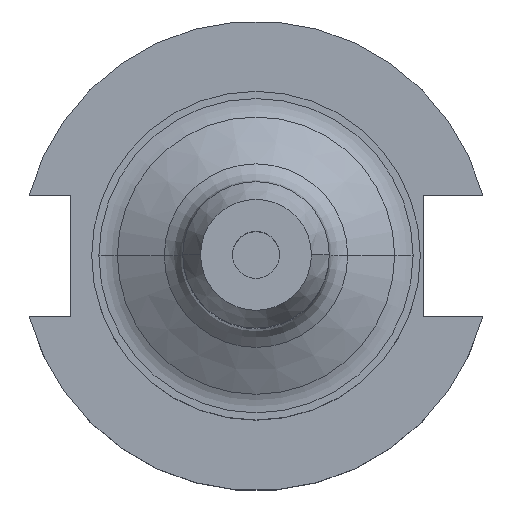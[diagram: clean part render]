
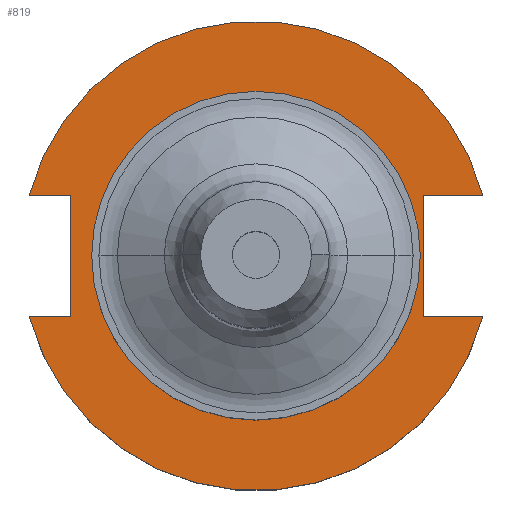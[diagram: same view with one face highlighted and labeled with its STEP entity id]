
A CAD part, top view. The second image highlights one B-rep face of the part: STEP entity #819.
In plain terms, the highlighted planar face has unit normal (0, 0, 1).
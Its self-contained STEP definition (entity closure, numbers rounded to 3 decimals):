
#4 = CARTESIAN_POINT ( 'NONE',  ( 0., 22.225, 19.05 ) ) ;
#7 = VERTEX_POINT ( 'NONE', #1489 ) ;
#26 = VECTOR ( 'NONE', #1493, 1000. ) ;
#85 = CARTESIAN_POINT ( 'NONE',  ( -25.091, 8.191, 19.05 ) ) ;
#95 = AXIS2_PLACEMENT_3D ( 'NONE', #1427, #765, #1688 ) ;
#104 = CARTESIAN_POINT ( 'NONE',  ( 30.675, 8.191, 19.05 ) ) ;
#124 = CARTESIAN_POINT ( 'NONE',  ( -30.675, -8.191, 19.05 ) ) ;
#134 = EDGE_CURVE ( 'NONE', #856, #1458, #1657, .T. ) ;
#149 = VECTOR ( 'NONE', #832, 1000. ) ;
#155 = DIRECTION ( 'NONE',  ( 0., 0., 1. ) ) ;
#161 = DIRECTION ( 'NONE',  ( 1., 0., 0. ) ) ;
#193 = CARTESIAN_POINT ( 'NONE',  ( 30.675, -8.191, 19.05 ) ) ;
#195 = EDGE_CURVE ( 'NONE', #708, #1458, #1524, .T. ) ;
#243 = VERTEX_POINT ( 'NONE', #504 ) ;
#246 = EDGE_CURVE ( 'NONE', #561, #7, #950, .T. ) ;
#249 = CIRCLE ( 'NONE', #95, 22.225 ) ;
#256 = ORIENTED_EDGE ( 'NONE', *, *, #246, .T. ) ;
#270 = CIRCLE ( 'NONE', #457, 31.75 ) ;
#301 = CARTESIAN_POINT ( 'NONE',  ( 22.225, 0., 19.05 ) ) ;
#309 = CARTESIAN_POINT ( 'NONE',  ( 0., -8.191, 19.05 ) ) ;
#318 = DIRECTION ( 'NONE',  ( 0., 0., 1. ) ) ;
#372 = DIRECTION ( 'NONE',  ( -1., 0., 0. ) ) ;
#373 = EDGE_CURVE ( 'NONE', #708, #770, #1539, .T. ) ;
#376 = LINE ( 'NONE', #309, #26 ) ;
#412 = DIRECTION ( 'NONE',  ( 1., 0., 0. ) ) ;
#426 = VERTEX_POINT ( 'NONE', #193 ) ;
#457 = AXIS2_PLACEMENT_3D ( 'NONE', #552, #155, #412 ) ;
#470 = CARTESIAN_POINT ( 'NONE',  ( 0., 0., 19.05 ) ) ;
#504 = CARTESIAN_POINT ( 'NONE',  ( -22.225, 0., 19.05 ) ) ;
#533 = PLANE ( 'NONE',  #1626 ) ;
#552 = CARTESIAN_POINT ( 'NONE',  ( 0., 0., 19.05 ) ) ;
#561 = VERTEX_POINT ( 'NONE', #85 ) ;
#571 = EDGE_CURVE ( 'NONE', #1646, #243, #249, .T. ) ;
#620 = LINE ( 'NONE', #1486, #662 ) ;
#640 = CIRCLE ( 'NONE', #890, 22.225 ) ;
#649 = DIRECTION ( 'NONE',  ( -1., 0., 0. ) ) ;
#650 = ORIENTED_EDGE ( 'NONE', *, *, #876, .F. ) ;
#655 = CARTESIAN_POINT ( 'NONE',  ( 22.606, 8.191, 19.05 ) ) ;
#662 = VECTOR ( 'NONE', #161, 1000. ) ;
#680 = CARTESIAN_POINT ( 'NONE',  ( 22.606, -8.191, 19.05 ) ) ;
#708 = VERTEX_POINT ( 'NONE', #104 ) ;
#733 = ORIENTED_EDGE ( 'NONE', *, *, #888, .T. ) ;
#757 = DIRECTION ( 'NONE',  ( 1., 0., 0. ) ) ;
#765 = DIRECTION ( 'NONE',  ( 0., 0., 1. ) ) ;
#770 = VERTEX_POINT ( 'NONE', #1694 ) ;
#789 = ORIENTED_EDGE ( 'NONE', *, *, #373, .T. ) ;
#819 = ADVANCED_FACE ( 'NONE', ( #1354, #1555 ), #533, .F. ) ;
#821 = CARTESIAN_POINT ( 'NONE',  ( 22.606, 22.225, 19.05 ) ) ;
#827 = ORIENTED_EDGE ( 'NONE', *, *, #134, .T. ) ;
#830 = VERTEX_POINT ( 'NONE', #124 ) ;
#832 = DIRECTION ( 'NONE',  ( 0., 1., 0. ) ) ;
#856 = VERTEX_POINT ( 'NONE', #680 ) ;
#876 = EDGE_CURVE ( 'NONE', #830, #7, #620, .T. ) ;
#887 = DIRECTION ( 'NONE',  ( 0., -1., 0. ) ) ;
#888 = EDGE_CURVE ( 'NONE', #830, #426, #270, .T. ) ;
#890 = AXIS2_PLACEMENT_3D ( 'NONE', #1168, #1299, #1550 ) ;
#928 = EDGE_LOOP ( 'NONE', ( #256, #650, #733, #1233, #827, #1095, #789, #1138 ) ) ;
#950 = LINE ( 'NONE', #1670, #1451 ) ;
#995 = ORIENTED_EDGE ( 'NONE', *, *, #571, .F. ) ;
#1023 = LINE ( 'NONE', #1145, #1327 ) ;
#1029 = EDGE_CURVE ( 'NONE', #856, #426, #376, .T. ) ;
#1045 = DIRECTION ( 'NONE',  ( 0., 0., -1. ) ) ;
#1095 = ORIENTED_EDGE ( 'NONE', *, *, #195, .F. ) ;
#1113 = CARTESIAN_POINT ( 'NONE',  ( 0., 8.191, 19.05 ) ) ;
#1138 = ORIENTED_EDGE ( 'NONE', *, *, #1252, .T. ) ;
#1145 = CARTESIAN_POINT ( 'NONE',  ( -61.091, 8.191, 19.05 ) ) ;
#1161 = AXIS2_PLACEMENT_3D ( 'NONE', #470, #318, #1388 ) ;
#1168 = CARTESIAN_POINT ( 'NONE',  ( 0., 0., 19.05 ) ) ;
#1233 = ORIENTED_EDGE ( 'NONE', *, *, #1029, .F. ) ;
#1252 = EDGE_CURVE ( 'NONE', #770, #561, #1023, .T. ) ;
#1268 = ORIENTED_EDGE ( 'NONE', *, *, #1310, .F. ) ;
#1299 = DIRECTION ( 'NONE',  ( 0., 0., 1. ) ) ;
#1310 = EDGE_CURVE ( 'NONE', #243, #1646, #640, .T. ) ;
#1327 = VECTOR ( 'NONE', #757, 1000. ) ;
#1354 = FACE_BOUND ( 'NONE', #1476, .T. ) ;
#1388 = DIRECTION ( 'NONE',  ( 1., 0., 0. ) ) ;
#1427 = CARTESIAN_POINT ( 'NONE',  ( 0., 0., 19.05 ) ) ;
#1451 = VECTOR ( 'NONE', #887, 1000. ) ;
#1458 = VERTEX_POINT ( 'NONE', #655 ) ;
#1472 = VECTOR ( 'NONE', #372, 1000. ) ;
#1476 = EDGE_LOOP ( 'NONE', ( #995, #1268 ) ) ;
#1486 = CARTESIAN_POINT ( 'NONE',  ( -61.091, -8.191, 19.05 ) ) ;
#1489 = CARTESIAN_POINT ( 'NONE',  ( -25.091, -8.191, 19.05 ) ) ;
#1493 = DIRECTION ( 'NONE',  ( 1., 0., 0. ) ) ;
#1524 = LINE ( 'NONE', #1113, #1472 ) ;
#1539 = CIRCLE ( 'NONE', #1161, 31.75 ) ;
#1550 = DIRECTION ( 'NONE',  ( 1., 0., 0. ) ) ;
#1555 = FACE_OUTER_BOUND ( 'NONE', #928, .T. ) ;
#1626 = AXIS2_PLACEMENT_3D ( 'NONE', #4, #1045, #649 ) ;
#1646 = VERTEX_POINT ( 'NONE', #301 ) ;
#1657 = LINE ( 'NONE', #821, #149 ) ;
#1670 = CARTESIAN_POINT ( 'NONE',  ( -25.091, 8.191, 19.05 ) ) ;
#1688 = DIRECTION ( 'NONE',  ( 1., 0., 0. ) ) ;
#1694 = CARTESIAN_POINT ( 'NONE',  ( -30.675, 8.191, 19.05 ) ) ;
